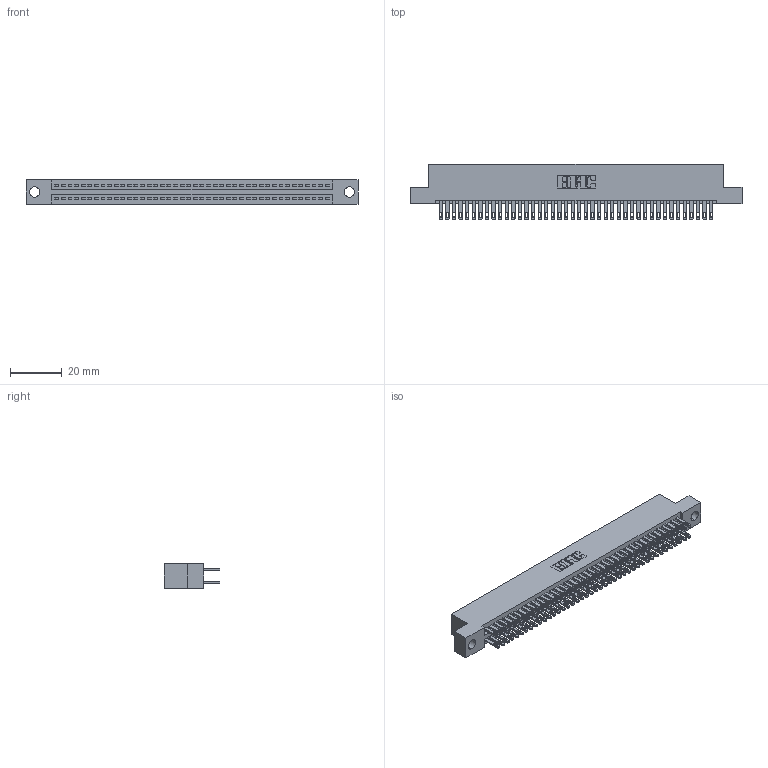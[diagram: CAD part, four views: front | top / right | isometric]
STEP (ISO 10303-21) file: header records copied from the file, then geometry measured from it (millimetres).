
FILE_DESCRIPTION (( 'STEP AP203' ), '1' );
FILE_NAME ('345-084-500-204.STEP', '2018-10-04T00:07:15', ( '' ), ( '' ), 'SwSTEP 2.0', 'SolidWorks 2016', '' );
FILE_SCHEMA (( 'CONFIG_CONTROL_DESIGN' ));
Length unit declared in the file: inch
Products named in the file (3): 345-292-001_345-293-100; 345 Part_Flush Mounting Lugs - 0.156 Dia-TH; 345-084-500-204
Assembly tree (85 placements, depth 2):
  345-084-500-204
    345 Part_Flush Mounting Lugs - 0.156 Dia-TH
    345-292-001_345-293-100  x84
Bounding box: 127.89 x 21.51 x 9.4 mm (x, y, z)
Volume: 12592.1 mm3; surface area: 19285.2 mm2
Topology: 85 solids, 85 shells, 3990 faces, 12185 edges, 8122 vertices
Faces by surface type: plane 2348, cylinder 1642
Entity records: 32887 total; most frequent: CARTESIAN_POINT 5512, ORIENTED_EDGE 5446, DIRECTION 4863, EDGE_CURVE 2723, VECTOR 2419, LINE 2419, VERTEX_POINT 1814, AXIS2_PLACEMENT_3D 1222
